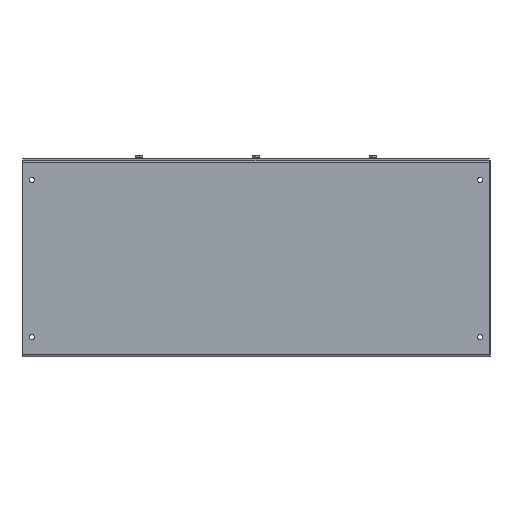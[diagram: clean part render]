
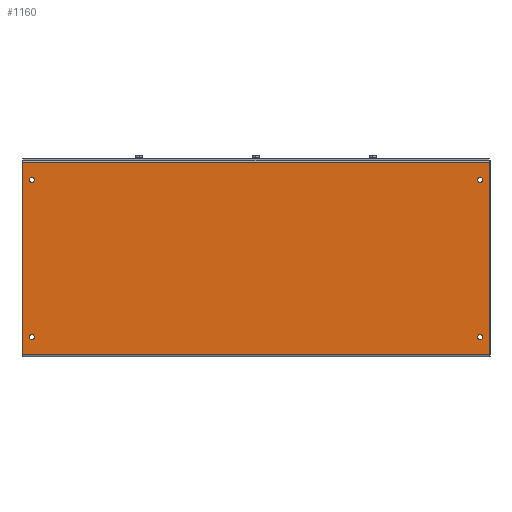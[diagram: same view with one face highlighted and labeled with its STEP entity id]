
A CAD part, left-side view. The second image highlights one B-rep face of the part: STEP entity #1160.
In plain terms, the highlighted planar face has unit normal (-1, 0, 0).
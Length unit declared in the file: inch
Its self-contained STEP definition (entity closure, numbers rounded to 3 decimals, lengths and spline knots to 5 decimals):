
#110 = EDGE_CURVE ( 'NONE', #7336, #4549, #3433, .T. ) ;
#123 = DIRECTION ( 'NONE',  ( 1., 0., 0. ) ) ;
#143 = FACE_OUTER_BOUND ( 'NONE', #7710, .T. ) ;
#274 = CARTESIAN_POINT ( 'NONE',  ( -5.072, 12., 0.0625 ) ) ;
#436 = VECTOR ( 'NONE', #5459, 39.37008 ) ;
#478 = CARTESIAN_POINT ( 'NONE',  ( -5.072, -11.5, 9.072 ) ) ;
#622 = CARTESIAN_POINT ( 'NONE',  ( -5.072, 11.5, 1. ) ) ;
#659 = AXIS2_PLACEMENT_3D ( 'NONE', #478, #5843, #4613 ) ;
#732 = ORIENTED_EDGE ( 'NONE', *, *, #4068, .T. ) ;
#769 = CARTESIAN_POINT ( 'NONE',  ( -5.072, 12., 0.072 ) ) ;
#801 = VECTOR ( 'NONE', #5524, 39.37008 ) ;
#839 = AXIS2_PLACEMENT_3D ( 'NONE', #4133, #4759, #7393 ) ;
#915 = EDGE_CURVE ( 'NONE', #5429, #2969, #8422, .T. ) ;
#921 = VECTOR ( 'NONE', #6450, 39.37008 ) ;
#1085 = EDGE_CURVE ( 'NONE', #8588, #8123, #4299, .T. ) ;
#1101 = CARTESIAN_POINT ( 'NONE',  ( -5.072, -11.5, 9.072 ) ) ;
#1146 = CIRCLE ( 'NONE', #3379, 0.133 ) ;
#1160 = ADVANCED_FACE ( 'NONE', ( #143, #8232, #2776, #2824, #2241 ), #4846, .T. ) ;
#1416 = ORIENTED_EDGE ( 'NONE', *, *, #4659, .T. ) ;
#1425 = CIRCLE ( 'NONE', #3257, 0.133 ) ;
#1441 = CARTESIAN_POINT ( 'NONE',  ( -5.072, -11.5, 1.133 ) ) ;
#1496 = DIRECTION ( 'NONE',  ( 0., 0., 1. ) ) ;
#1583 = CARTESIAN_POINT ( 'NONE',  ( -5.072, 11.5, 9.072 ) ) ;
#1957 = EDGE_CURVE ( 'NONE', #3218, #2339, #5727, .T. ) ;
#1980 = LINE ( 'NONE', #5990, #436 ) ;
#2023 = DIRECTION ( 'NONE',  ( 1., 0., 0. ) ) ;
#2241 = FACE_BOUND ( 'NONE', #3719, .T. ) ;
#2339 = VERTEX_POINT ( 'NONE', #3959 ) ;
#2389 = CARTESIAN_POINT ( 'NONE',  ( -5.072, -12., 9.964 ) ) ;
#2390 = CARTESIAN_POINT ( 'NONE',  ( -5.072, 12., 9.964 ) ) ;
#2633 = VECTOR ( 'NONE', #4908, 39.37008 ) ;
#2773 = AXIS2_PLACEMENT_3D ( 'NONE', #6893, #123, #8299 ) ;
#2776 = FACE_BOUND ( 'NONE', #4228, .T. ) ;
#2824 = FACE_BOUND ( 'NONE', #3506, .T. ) ;
#2827 = VERTEX_POINT ( 'NONE', #6502 ) ;
#2912 = CARTESIAN_POINT ( 'NONE',  ( -5.072, -12., 0.108 ) ) ;
#2969 = VERTEX_POINT ( 'NONE', #4800 ) ;
#3037 = VERTEX_POINT ( 'NONE', #5725 ) ;
#3105 = CARTESIAN_POINT ( 'NONE',  ( -5.072, -12., 0.108 ) ) ;
#3218 = VERTEX_POINT ( 'NONE', #1441 ) ;
#3250 = ORIENTED_EDGE ( 'NONE', *, *, #5604, .T. ) ;
#3257 = AXIS2_PLACEMENT_3D ( 'NONE', #1583, #6870, #7705 ) ;
#3293 = AXIS2_PLACEMENT_3D ( 'NONE', #4087, #3431, #1496 ) ;
#3302 = DIRECTION ( 'NONE',  ( 1., 0., 0. ) ) ;
#3365 = ORIENTED_EDGE ( 'NONE', *, *, #7518, .T. ) ;
#3379 = AXIS2_PLACEMENT_3D ( 'NONE', #1101, #3783, #6473 ) ;
#3395 = CARTESIAN_POINT ( 'NONE',  ( -5.072, -11.5, 1. ) ) ;
#3431 = DIRECTION ( 'NONE',  ( 1., 0., 0. ) ) ;
#3433 = CIRCLE ( 'NONE', #3293, 0.133 ) ;
#3506 = EDGE_LOOP ( 'NONE', ( #4436, #4725 ) ) ;
#3579 = ORIENTED_EDGE ( 'NONE', *, *, #915, .T. ) ;
#3719 = EDGE_LOOP ( 'NONE', ( #5790, #3365 ) ) ;
#3783 = DIRECTION ( 'NONE',  ( 1., 0., 0. ) ) ;
#3959 = CARTESIAN_POINT ( 'NONE',  ( -5.072, -11.5, 0.867 ) ) ;
#4050 = DIRECTION ( 'NONE',  ( 0., 0., 1. ) ) ;
#4064 = CIRCLE ( 'NONE', #839, 0.133 ) ;
#4068 = EDGE_CURVE ( 'NONE', #8630, #2827, #8107, .T. ) ;
#4087 = CARTESIAN_POINT ( 'NONE',  ( -5.072, 11.5, 9.072 ) ) ;
#4133 = CARTESIAN_POINT ( 'NONE',  ( -5.072, 11.5, 1. ) ) ;
#4217 = ORIENTED_EDGE ( 'NONE', *, *, #4616, .T. ) ;
#4228 = EDGE_LOOP ( 'NONE', ( #6168, #732 ) ) ;
#4257 = CARTESIAN_POINT ( 'NONE',  ( -5.072, 11.5, 0.867 ) ) ;
#4299 = CIRCLE ( 'NONE', #5982, 0.133 ) ;
#4329 = CARTESIAN_POINT ( 'NONE',  ( -5.072, -11.5, 8.939 ) ) ;
#4330 = CIRCLE ( 'NONE', #2773, 0.133 ) ;
#4377 = EDGE_CURVE ( 'NONE', #6620, #3037, #6972, .T. ) ;
#4436 = ORIENTED_EDGE ( 'NONE', *, *, #1085, .T. ) ;
#4549 = VERTEX_POINT ( 'NONE', #6495 ) ;
#4613 = DIRECTION ( 'NONE',  ( 0., 0., 1. ) ) ;
#4616 = EDGE_CURVE ( 'NONE', #2339, #3218, #4330, .T. ) ;
#4659 = EDGE_CURVE ( 'NONE', #2969, #3037, #6099, .T. ) ;
#4725 = ORIENTED_EDGE ( 'NONE', *, *, #5667, .T. ) ;
#4759 = DIRECTION ( 'NONE',  ( 1., 0., 0. ) ) ;
#4800 = CARTESIAN_POINT ( 'NONE',  ( -5.072, 12., 9.964 ) ) ;
#4846 = PLANE ( 'NONE',  #7519 ) ;
#4908 = DIRECTION ( 'NONE',  ( 0., 1., 0. ) ) ;
#5349 = EDGE_LOOP ( 'NONE', ( #5759, #4217 ) ) ;
#5429 = VERTEX_POINT ( 'NONE', #2389 ) ;
#5459 = DIRECTION ( 'NONE',  ( 0., 0., 1. ) ) ;
#5524 = DIRECTION ( 'NONE',  ( 0., 0., -1. ) ) ;
#5604 = EDGE_CURVE ( 'NONE', #6620, #5429, #1980, .T. ) ;
#5667 = EDGE_CURVE ( 'NONE', #8123, #8588, #4064, .T. ) ;
#5725 = CARTESIAN_POINT ( 'NONE',  ( -5.072, 12., 0.108 ) ) ;
#5727 = CIRCLE ( 'NONE', #8244, 0.133 ) ;
#5759 = ORIENTED_EDGE ( 'NONE', *, *, #1957, .T. ) ;
#5790 = ORIENTED_EDGE ( 'NONE', *, *, #110, .T. ) ;
#5843 = DIRECTION ( 'NONE',  ( 1., 0., 0. ) ) ;
#5982 = AXIS2_PLACEMENT_3D ( 'NONE', #622, #3302, #6698 ) ;
#5990 = CARTESIAN_POINT ( 'NONE',  ( -5.072, -12., 0.072 ) ) ;
#6099 = LINE ( 'NONE', #769, #801 ) ;
#6168 = ORIENTED_EDGE ( 'NONE', *, *, #7057, .T. ) ;
#6450 = DIRECTION ( 'NONE',  ( 0., 1., 0. ) ) ;
#6473 = DIRECTION ( 'NONE',  ( 0., 0., 1. ) ) ;
#6495 = CARTESIAN_POINT ( 'NONE',  ( -5.072, 11.5, 8.939 ) ) ;
#6502 = CARTESIAN_POINT ( 'NONE',  ( -5.072, -11.5, 9.205 ) ) ;
#6620 = VERTEX_POINT ( 'NONE', #2912 ) ;
#6698 = DIRECTION ( 'NONE',  ( 0., 0., 1. ) ) ;
#6870 = DIRECTION ( 'NONE',  ( 1., 0., 0. ) ) ;
#6880 = CARTESIAN_POINT ( 'NONE',  ( -5.072, 11.5, 1.133 ) ) ;
#6893 = CARTESIAN_POINT ( 'NONE',  ( -5.072, -11.5, 1. ) ) ;
#6972 = LINE ( 'NONE', #3105, #2633 ) ;
#7004 = DIRECTION ( 'NONE',  ( 0., 0., 1. ) ) ;
#7057 = EDGE_CURVE ( 'NONE', #2827, #8630, #1146, .T. ) ;
#7336 = VERTEX_POINT ( 'NONE', #7669 ) ;
#7393 = DIRECTION ( 'NONE',  ( 0., 0., 1. ) ) ;
#7518 = EDGE_CURVE ( 'NONE', #4549, #7336, #1425, .T. ) ;
#7519 = AXIS2_PLACEMENT_3D ( 'NONE', #274, #7661, #7004 ) ;
#7661 = DIRECTION ( 'NONE',  ( -1., 0., 0. ) ) ;
#7669 = CARTESIAN_POINT ( 'NONE',  ( -5.072, 11.5, 9.205 ) ) ;
#7705 = DIRECTION ( 'NONE',  ( 0., 0., 1. ) ) ;
#7710 = EDGE_LOOP ( 'NONE', ( #1416, #8339, #3250, #3579 ) ) ;
#8107 = CIRCLE ( 'NONE', #659, 0.133 ) ;
#8123 = VERTEX_POINT ( 'NONE', #4257 ) ;
#8232 = FACE_BOUND ( 'NONE', #5349, .T. ) ;
#8244 = AXIS2_PLACEMENT_3D ( 'NONE', #3395, #2023, #4050 ) ;
#8299 = DIRECTION ( 'NONE',  ( 0., 0., 1. ) ) ;
#8339 = ORIENTED_EDGE ( 'NONE', *, *, #4377, .F. ) ;
#8422 = LINE ( 'NONE', #2390, #921 ) ;
#8588 = VERTEX_POINT ( 'NONE', #6880 ) ;
#8630 = VERTEX_POINT ( 'NONE', #4329 ) ;
